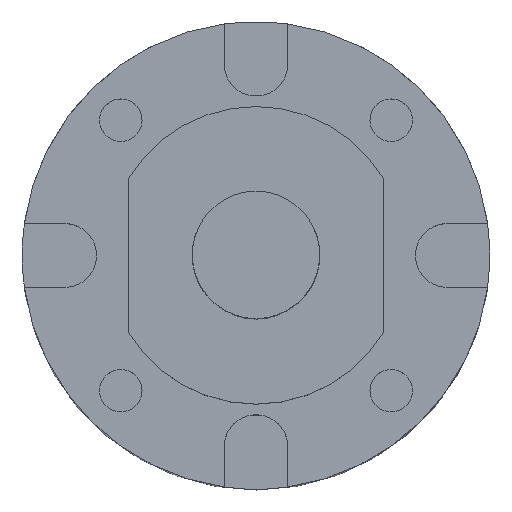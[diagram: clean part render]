
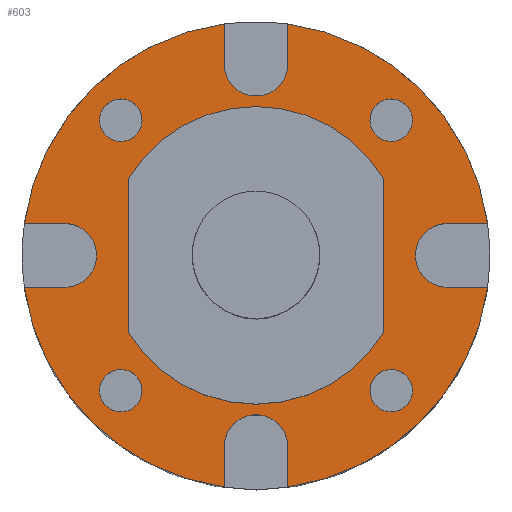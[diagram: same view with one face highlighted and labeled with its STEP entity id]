
A CAD part, top view. The second image highlights one B-rep face of the part: STEP entity #603.
In plain terms, the highlighted planar face has unit normal (0, 0, 1).
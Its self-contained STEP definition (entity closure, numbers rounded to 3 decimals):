
#20=FACE_BOUND('',#132,.T.);
#21=FACE_BOUND('',#133,.T.);
#22=FACE_BOUND('',#134,.T.);
#23=FACE_BOUND('',#135,.T.);
#24=FACE_BOUND('',#136,.T.);
#27=CIRCLE('',#630,1.5);
#30=CIRCLE('',#636,1.);
#32=CIRCLE('',#640,1.);
#34=CIRCLE('',#645,1.5);
#38=CIRCLE('',#653,1.5);
#41=CIRCLE('',#659,1.);
#43=CIRCLE('',#663,1.);
#45=CIRCLE('',#669,1.5);
#48=CIRCLE('',#674,11.);
#49=CIRCLE('',#675,11.);
#50=CIRCLE('',#676,11.);
#51=CIRCLE('',#677,11.);
#52=CIRCLE('',#678,7.);
#53=CIRCLE('',#679,7.);
#96=FACE_OUTER_BOUND('',#131,.T.);
#131=EDGE_LOOP('',(#472,#473,#474,#475,#476,#477,#478,#479,#480,#481,#482,
#483,#484,#485,#486,#487));
#132=EDGE_LOOP('',(#488,#489,#490,#491));
#133=EDGE_LOOP('',(#492));
#134=EDGE_LOOP('',(#493));
#135=EDGE_LOOP('',(#494));
#136=EDGE_LOOP('',(#495));
#149=LINE('',#883,#197);
#154=LINE('',#897,#202);
#159=LINE('',#920,#207);
#164=LINE('',#934,#212);
#167=LINE('',#945,#215);
#172=LINE('',#959,#220);
#177=LINE('',#982,#225);
#181=LINE('',#991,#229);
#185=LINE('',#1009,#233);
#186=LINE('',#1013,#234);
#197=VECTOR('',#699,10.);
#202=VECTOR('',#712,10.);
#207=VECTOR('',#739,10.);
#212=VECTOR('',#752,10.);
#215=VECTOR('',#763,10.);
#220=VECTOR('',#776,10.);
#225=VECTOR('',#803,10.);
#229=VECTOR('',#809,10.);
#233=VECTOR('',#833,10.);
#234=VECTOR('',#836,10.);
#245=VERTEX_POINT('',#881);
#246=VERTEX_POINT('',#882);
#249=VERTEX_POINT('',#890);
#251=VERTEX_POINT('',#896);
#253=VERTEX_POINT('',#904);
#255=VERTEX_POINT('',#911);
#257=VERTEX_POINT('',#918);
#258=VERTEX_POINT('',#919);
#261=VERTEX_POINT('',#927);
#263=VERTEX_POINT('',#933);
#266=VERTEX_POINT('',#943);
#267=VERTEX_POINT('',#944);
#270=VERTEX_POINT('',#952);
#272=VERTEX_POINT('',#958);
#274=VERTEX_POINT('',#966);
#276=VERTEX_POINT('',#973);
#278=VERTEX_POINT('',#980);
#279=VERTEX_POINT('',#981);
#282=VERTEX_POINT('',#989);
#283=VERTEX_POINT('',#990);
#286=VERTEX_POINT('',#1007);
#287=VERTEX_POINT('',#1008);
#288=VERTEX_POINT('',#1010);
#289=VERTEX_POINT('',#1012);
#302=EDGE_CURVE('',#245,#246,#149,.T.);
#306=EDGE_CURVE('',#249,#245,#27,.T.);
#309=EDGE_CURVE('',#251,#249,#154,.T.);
#313=EDGE_CURVE('',#253,#253,#30,.T.);
#316=EDGE_CURVE('',#255,#255,#32,.T.);
#319=EDGE_CURVE('',#257,#258,#159,.T.);
#323=EDGE_CURVE('',#261,#257,#34,.T.);
#326=EDGE_CURVE('',#263,#261,#164,.T.);
#331=EDGE_CURVE('',#266,#267,#167,.T.);
#335=EDGE_CURVE('',#270,#266,#38,.T.);
#338=EDGE_CURVE('',#272,#270,#172,.T.);
#342=EDGE_CURVE('',#274,#274,#41,.T.);
#345=EDGE_CURVE('',#276,#276,#43,.T.);
#348=EDGE_CURVE('',#278,#279,#177,.T.);
#352=EDGE_CURVE('',#282,#283,#181,.T.);
#356=EDGE_CURVE('',#279,#282,#45,.T.);
#359=EDGE_CURVE('',#246,#272,#48,.T.);
#360=EDGE_CURVE('',#267,#278,#49,.T.);
#361=EDGE_CURVE('',#283,#263,#50,.T.);
#362=EDGE_CURVE('',#258,#251,#51,.T.);
#363=EDGE_CURVE('',#286,#287,#185,.T.);
#364=EDGE_CURVE('',#287,#288,#52,.T.);
#365=EDGE_CURVE('',#288,#289,#186,.T.);
#366=EDGE_CURVE('',#289,#286,#53,.T.);
#472=ORIENTED_EDGE('',*,*,#309,.T.);
#473=ORIENTED_EDGE('',*,*,#306,.T.);
#474=ORIENTED_EDGE('',*,*,#302,.T.);
#475=ORIENTED_EDGE('',*,*,#359,.T.);
#476=ORIENTED_EDGE('',*,*,#338,.T.);
#477=ORIENTED_EDGE('',*,*,#335,.T.);
#478=ORIENTED_EDGE('',*,*,#331,.T.);
#479=ORIENTED_EDGE('',*,*,#360,.T.);
#480=ORIENTED_EDGE('',*,*,#348,.T.);
#481=ORIENTED_EDGE('',*,*,#356,.T.);
#482=ORIENTED_EDGE('',*,*,#352,.T.);
#483=ORIENTED_EDGE('',*,*,#361,.T.);
#484=ORIENTED_EDGE('',*,*,#326,.T.);
#485=ORIENTED_EDGE('',*,*,#323,.T.);
#486=ORIENTED_EDGE('',*,*,#319,.T.);
#487=ORIENTED_EDGE('',*,*,#362,.T.);
#488=ORIENTED_EDGE('',*,*,#363,.T.);
#489=ORIENTED_EDGE('',*,*,#364,.T.);
#490=ORIENTED_EDGE('',*,*,#365,.T.);
#491=ORIENTED_EDGE('',*,*,#366,.T.);
#492=ORIENTED_EDGE('',*,*,#345,.T.);
#493=ORIENTED_EDGE('',*,*,#342,.T.);
#494=ORIENTED_EDGE('',*,*,#316,.T.);
#495=ORIENTED_EDGE('',*,*,#313,.T.);
#573=PLANE('',#673);
#603=ADVANCED_FACE('',(#96,#20,#21,#22,#23,#24),#573,.T.);
#630=AXIS2_PLACEMENT_3D('',#891,#705,#706);
#636=AXIS2_PLACEMENT_3D('',#905,#721,#722);
#640=AXIS2_PLACEMENT_3D('',#912,#730,#731);
#645=AXIS2_PLACEMENT_3D('',#928,#745,#746);
#653=AXIS2_PLACEMENT_3D('',#953,#769,#770);
#659=AXIS2_PLACEMENT_3D('',#967,#785,#786);
#663=AXIS2_PLACEMENT_3D('',#974,#794,#795);
#669=AXIS2_PLACEMENT_3D('',#998,#815,#816);
#673=AXIS2_PLACEMENT_3D('',#1002,#823,#824);
#674=AXIS2_PLACEMENT_3D('',#1003,#825,#826);
#675=AXIS2_PLACEMENT_3D('',#1004,#827,#828);
#676=AXIS2_PLACEMENT_3D('',#1005,#829,#830);
#677=AXIS2_PLACEMENT_3D('',#1006,#831,#832);
#678=AXIS2_PLACEMENT_3D('',#1011,#834,#835);
#679=AXIS2_PLACEMENT_3D('',#1014,#837,#838);
#699=DIRECTION('',(0.,-1.,0.));
#705=DIRECTION('center_axis',(0.,0.,-1.));
#706=DIRECTION('ref_axis',(1.,0.,0.));
#712=DIRECTION('',(0.,1.,0.));
#721=DIRECTION('center_axis',(0.,0.,-1.));
#722=DIRECTION('ref_axis',(1.,0.,0.));
#730=DIRECTION('center_axis',(0.,0.,-1.));
#731=DIRECTION('ref_axis',(1.,0.,0.));
#739=DIRECTION('',(-1.,0.,0.));
#745=DIRECTION('center_axis',(0.,0.,-1.));
#746=DIRECTION('ref_axis',(1.,0.,0.));
#752=DIRECTION('',(1.,0.,0.));
#763=DIRECTION('',(1.,0.,0.));
#769=DIRECTION('center_axis',(0.,0.,-1.));
#770=DIRECTION('ref_axis',(1.,0.,0.));
#776=DIRECTION('',(-1.,0.,0.));
#785=DIRECTION('center_axis',(0.,0.,-1.));
#786=DIRECTION('ref_axis',(1.,0.,0.));
#794=DIRECTION('center_axis',(0.,0.,-1.));
#795=DIRECTION('ref_axis',(1.,0.,0.));
#803=DIRECTION('',(0.,-1.,0.));
#809=DIRECTION('',(0.,1.,0.));
#815=DIRECTION('center_axis',(0.,0.,-1.));
#816=DIRECTION('ref_axis',(1.,0.,0.));
#823=DIRECTION('center_axis',(0.,0.,1.));
#824=DIRECTION('ref_axis',(1.,0.,0.));
#825=DIRECTION('center_axis',(0.,0.,1.));
#826=DIRECTION('ref_axis',(1.,0.,0.));
#827=DIRECTION('center_axis',(0.,0.,1.));
#828=DIRECTION('ref_axis',(1.,0.,0.));
#829=DIRECTION('center_axis',(0.,0.,1.));
#830=DIRECTION('ref_axis',(1.,0.,0.));
#831=DIRECTION('center_axis',(0.,0.,1.));
#832=DIRECTION('ref_axis',(1.,0.,0.));
#833=DIRECTION('',(0.,-1.,0.));
#834=DIRECTION('center_axis',(0.,0.,-1.));
#835=DIRECTION('ref_axis',(1.,0.,0.));
#836=DIRECTION('',(0.,1.,0.));
#837=DIRECTION('center_axis',(0.,0.,-1.));
#838=DIRECTION('ref_axis',(1.,0.,0.));
#881=CARTESIAN_POINT('',(1.492,-8.845,0.));
#882=CARTESIAN_POINT('',(1.492,-10.898,0.));
#883=CARTESIAN_POINT('',(1.492,-4.423,0.));
#890=CARTESIAN_POINT('',(-1.492,-8.845,0.));
#891=CARTESIAN_POINT('Origin',(0.,-9.,0.));
#896=CARTESIAN_POINT('',(-1.492,-10.898,0.));
#897=CARTESIAN_POINT('',(-1.492,-5.449,0.));
#904=CARTESIAN_POINT('',(-7.364,6.364,0.));
#905=CARTESIAN_POINT('Origin',(-6.364,6.364,0.));
#911=CARTESIAN_POINT('',(-7.364,-6.364,0.));
#912=CARTESIAN_POINT('Origin',(-6.364,-6.364,0.));
#918=CARTESIAN_POINT('',(-8.845,-1.492,0.));
#919=CARTESIAN_POINT('',(-10.898,-1.492,0.));
#920=CARTESIAN_POINT('',(-4.423,-1.492,0.));
#927=CARTESIAN_POINT('',(-8.845,1.492,0.));
#928=CARTESIAN_POINT('Origin',(-9.,0.,0.));
#933=CARTESIAN_POINT('',(-10.898,1.492,0.));
#934=CARTESIAN_POINT('',(-5.449,1.492,0.));
#943=CARTESIAN_POINT('',(8.845,1.492,0.));
#944=CARTESIAN_POINT('',(10.898,1.492,0.));
#945=CARTESIAN_POINT('',(4.423,1.492,0.));
#952=CARTESIAN_POINT('',(8.845,-1.492,0.));
#953=CARTESIAN_POINT('Origin',(9.,0.,0.));
#958=CARTESIAN_POINT('',(10.898,-1.492,0.));
#959=CARTESIAN_POINT('',(5.449,-1.492,0.));
#966=CARTESIAN_POINT('',(5.364,6.364,0.));
#967=CARTESIAN_POINT('Origin',(6.364,6.364,0.));
#973=CARTESIAN_POINT('',(5.364,-6.364,0.));
#974=CARTESIAN_POINT('Origin',(6.364,-6.364,0.));
#980=CARTESIAN_POINT('',(1.492,10.898,0.));
#981=CARTESIAN_POINT('',(1.492,8.845,0.));
#982=CARTESIAN_POINT('',(1.492,5.449,0.));
#989=CARTESIAN_POINT('',(-1.492,8.845,0.));
#990=CARTESIAN_POINT('',(-1.492,10.898,0.));
#991=CARTESIAN_POINT('',(-1.492,4.423,0.));
#998=CARTESIAN_POINT('Origin',(0.,9.,0.));
#1002=CARTESIAN_POINT('Origin',(0.,0.,0.));
#1003=CARTESIAN_POINT('Origin',(0.,0.,0.));
#1004=CARTESIAN_POINT('Origin',(0.,0.,0.));
#1005=CARTESIAN_POINT('Origin',(0.,0.,0.));
#1006=CARTESIAN_POINT('Origin',(0.,0.,0.));
#1007=CARTESIAN_POINT('',(6.,3.606,0.));
#1008=CARTESIAN_POINT('',(6.,-3.606,0.));
#1009=CARTESIAN_POINT('',(6.,-1.803,0.));
#1010=CARTESIAN_POINT('',(-6.,-3.606,0.));
#1011=CARTESIAN_POINT('Origin',(0.,0.,0.));
#1012=CARTESIAN_POINT('',(-6.,3.606,0.));
#1013=CARTESIAN_POINT('',(-6.,1.803,0.));
#1014=CARTESIAN_POINT('Origin',(0.,0.,0.));
